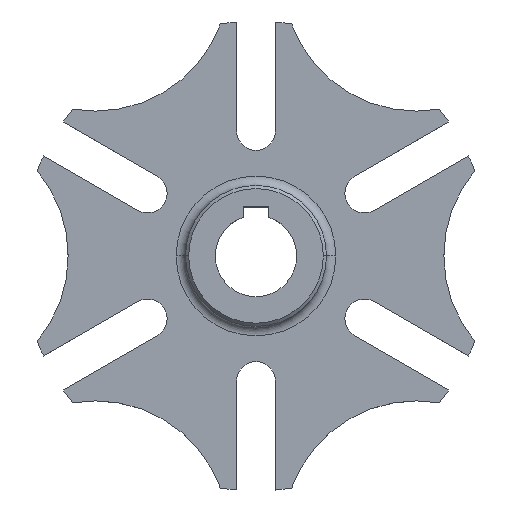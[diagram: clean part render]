
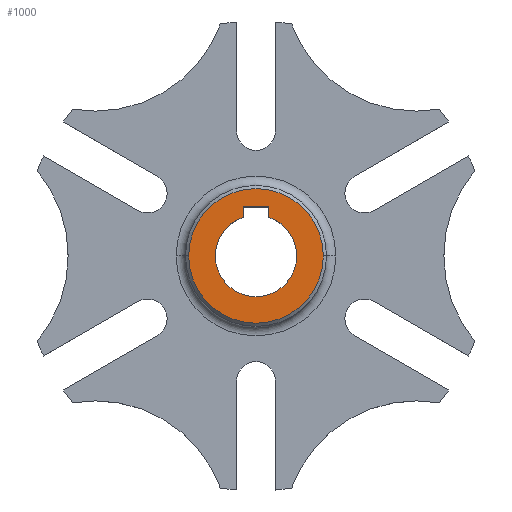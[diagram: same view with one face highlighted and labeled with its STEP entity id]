
A CAD part, top view. The second image highlights one B-rep face of the part: STEP entity #1000.
In plain terms, the highlighted planar face has unit normal (0, 0, 1).
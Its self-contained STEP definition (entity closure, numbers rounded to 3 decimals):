
#3 = FACE_BOUND ( 'NONE', #533, .T. ) ;
#8 = CARTESIAN_POINT ( 'NONE',  ( -4., 15.669, 17.5 ) ) ;
#11 = EDGE_CURVE ( 'NONE', #1481, #55, #1412, .T. ) ;
#41 = CARTESIAN_POINT ( 'NONE',  ( 0., 0., 17.5 ) ) ;
#55 = VERTEX_POINT ( 'NONE', #1291 ) ;
#82 = EDGE_CURVE ( 'NONE', #548, #902, #379, .T. ) ;
#181 = CARTESIAN_POINT ( 'NONE',  ( 4., 15.669, 17.5 ) ) ;
#204 = CARTESIAN_POINT ( 'NONE',  ( 0., 0., 17.5 ) ) ;
#219 = VERTEX_POINT ( 'NONE', #899 ) ;
#246 = EDGE_CURVE ( 'NONE', #902, #1261, #1823, .T. ) ;
#283 = CARTESIAN_POINT ( 'NONE',  ( 21.5, 0., 17.5 ) ) ;
#332 = DIRECTION ( 'NONE',  ( 0., 0., 1. ) ) ;
#379 = LINE ( 'NONE', #1623, #957 ) ;
#385 = DIRECTION ( 'NONE',  ( 1., 0., 0. ) ) ;
#415 = DIRECTION ( 'NONE',  ( -1., 0., 0. ) ) ;
#434 = CARTESIAN_POINT ( 'NONE',  ( 13., 0., 17.5 ) ) ;
#449 = DIRECTION ( 'NONE',  ( 1., 0., 0. ) ) ;
#452 = CARTESIAN_POINT ( 'NONE',  ( 4., 12.369, 17.5 ) ) ;
#454 = CARTESIAN_POINT ( 'NONE',  ( -4., 12.369, 17.5 ) ) ;
#508 = EDGE_CURVE ( 'NONE', #1285, #548, #1620, .T. ) ;
#533 = EDGE_LOOP ( 'NONE', ( #1143, #1523, #827, #1052, #1339, #1289 ) ) ;
#548 = VERTEX_POINT ( 'NONE', #452 ) ;
#597 = PLANE ( 'NONE',  #1892 ) ;
#608 = CARTESIAN_POINT ( 'NONE',  ( 0., 0., 17.5 ) ) ;
#661 = DIRECTION ( 'NONE',  ( 1., 0., 0. ) ) ;
#737 = CIRCLE ( 'NONE', #996, 13. ) ;
#757 = ORIENTED_EDGE ( 'NONE', *, *, #11, .T. ) ;
#790 = DIRECTION ( 'NONE',  ( 1., 0., 0. ) ) ;
#827 = ORIENTED_EDGE ( 'NONE', *, *, #920, .F. ) ;
#843 = DIRECTION ( 'NONE',  ( 0., 0., 1. ) ) ;
#856 = DIRECTION ( 'NONE',  ( 1., 0., 0. ) ) ;
#880 = AXIS2_PLACEMENT_3D ( 'NONE', #1585, #843, #385 ) ;
#899 = CARTESIAN_POINT ( 'NONE',  ( -4., 12.369, 17.5 ) ) ;
#902 = VERTEX_POINT ( 'NONE', #181 ) ;
#920 = EDGE_CURVE ( 'NONE', #1042, #1285, #737, .T. ) ;
#923 = EDGE_CURVE ( 'NONE', #219, #1042, #1601, .T. ) ;
#957 = VECTOR ( 'NONE', #1152, 1000. ) ;
#996 = AXIS2_PLACEMENT_3D ( 'NONE', #608, #332, #790 ) ;
#1000 = ADVANCED_FACE ( 'NONE', ( #1382, #3 ), #597, .T. ) ;
#1026 = DIRECTION ( 'NONE',  ( 0., -1., 0. ) ) ;
#1042 = VERTEX_POINT ( 'NONE', #1112 ) ;
#1052 = ORIENTED_EDGE ( 'NONE', *, *, #923, .F. ) ;
#1091 = VECTOR ( 'NONE', #415, 1000. ) ;
#1112 = CARTESIAN_POINT ( 'NONE',  ( -13., 0., 17.5 ) ) ;
#1143 = ORIENTED_EDGE ( 'NONE', *, *, #82, .F. ) ;
#1152 = DIRECTION ( 'NONE',  ( 0., 1., 0. ) ) ;
#1167 = DIRECTION ( 'NONE',  ( 0., 0., 1. ) ) ;
#1212 = CARTESIAN_POINT ( 'NONE',  ( 0., 0., 17.5 ) ) ;
#1229 = DIRECTION ( 'NONE',  ( 1., 0., 0. ) ) ;
#1237 = LINE ( 'NONE', #454, #1818 ) ;
#1261 = VERTEX_POINT ( 'NONE', #8 ) ;
#1285 = VERTEX_POINT ( 'NONE', #434 ) ;
#1289 = ORIENTED_EDGE ( 'NONE', *, *, #246, .F. ) ;
#1291 = CARTESIAN_POINT ( 'NONE',  ( -21.5, 0., 17.5 ) ) ;
#1339 = ORIENTED_EDGE ( 'NONE', *, *, #1887, .F. ) ;
#1382 = FACE_OUTER_BOUND ( 'NONE', #1801, .T. ) ;
#1404 = DIRECTION ( 'NONE',  ( 0., 0., 1. ) ) ;
#1412 = CIRCLE ( 'NONE', #1480, 21.5 ) ;
#1428 = DIRECTION ( 'NONE',  ( 0., 0., 1. ) ) ;
#1442 = AXIS2_PLACEMENT_3D ( 'NONE', #41, #1404, #1229 ) ;
#1480 = AXIS2_PLACEMENT_3D ( 'NONE', #1776, #1167, #856 ) ;
#1481 = VERTEX_POINT ( 'NONE', #283 ) ;
#1504 = ORIENTED_EDGE ( 'NONE', *, *, #1665, .T. ) ;
#1523 = ORIENTED_EDGE ( 'NONE', *, *, #508, .F. ) ;
#1585 = CARTESIAN_POINT ( 'NONE',  ( 0., 0., 17.5 ) ) ;
#1601 = CIRCLE ( 'NONE', #1442, 13. ) ;
#1620 = CIRCLE ( 'NONE', #1781, 13. ) ;
#1623 = CARTESIAN_POINT ( 'NONE',  ( 4., 12.369, 17.5 ) ) ;
#1665 = EDGE_CURVE ( 'NONE', #55, #1481, #1758, .T. ) ;
#1758 = CIRCLE ( 'NONE', #880, 21.5 ) ;
#1776 = CARTESIAN_POINT ( 'NONE',  ( 0., 0., 17.5 ) ) ;
#1781 = AXIS2_PLACEMENT_3D ( 'NONE', #204, #1428, #661 ) ;
#1793 = CARTESIAN_POINT ( 'NONE',  ( -4., 15.669, 17.5 ) ) ;
#1801 = EDGE_LOOP ( 'NONE', ( #1504, #757 ) ) ;
#1818 = VECTOR ( 'NONE', #1026, 1000. ) ;
#1823 = LINE ( 'NONE', #1793, #1091 ) ;
#1828 = DIRECTION ( 'NONE',  ( 0., 0., 1. ) ) ;
#1887 = EDGE_CURVE ( 'NONE', #1261, #219, #1237, .T. ) ;
#1892 = AXIS2_PLACEMENT_3D ( 'NONE', #1212, #1828, #449 ) ;
